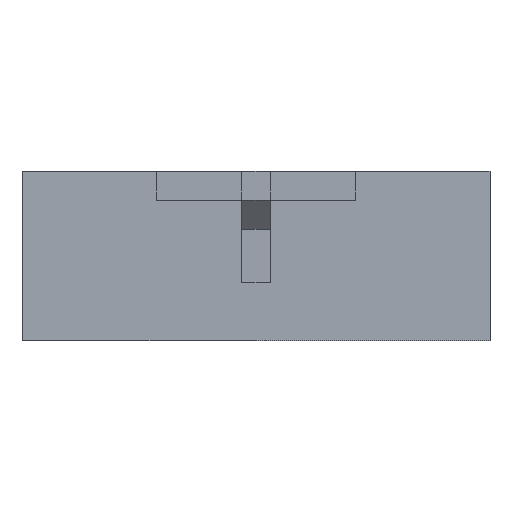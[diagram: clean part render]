
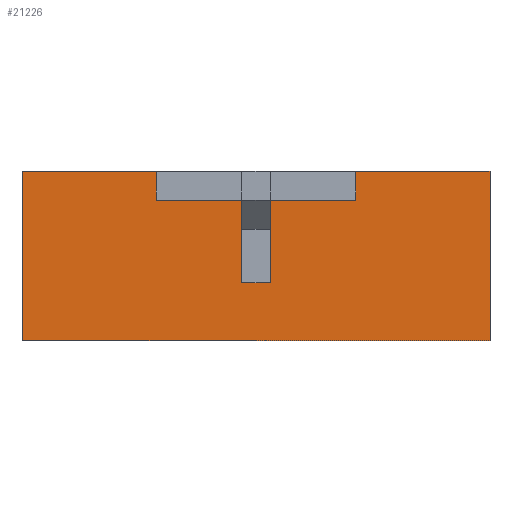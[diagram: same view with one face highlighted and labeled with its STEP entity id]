
A CAD part, left-side view. The second image highlights one B-rep face of the part: STEP entity #21226.
In plain terms, the highlighted planar face has unit normal (-1, 0, 0).
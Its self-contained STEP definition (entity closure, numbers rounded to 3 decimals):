
#2681 = VERTEX_POINT('',#2682);
#2682 = CARTESIAN_POINT('',(-22.34,-10.5,
    -3.8));
#2688 = EDGE_CURVE('',#2689,#2681,#2691,.T.);
#2689 = VERTEX_POINT('',#2690);
#2690 = CARTESIAN_POINT('',(-22.34,10.5,
    -3.8));
#2691 = LINE('',#2692,#2693);
#2692 = CARTESIAN_POINT('',(-22.34,10.5,
    -3.8));
#2693 = VECTOR('',#2694,1.);
#2694 = DIRECTION('',(0.,-1.,0.));
#21226 = ADVANCED_FACE('',(#21227),#21316,.T.);
#21227 = FACE_BOUND('',#21228,.T.);
#21228 = EDGE_LOOP('',(#21229,#21237,#21238,#21246,#21254,#21262,#21270,
    #21278,#21286,#21294,#21302,#21310));
#21229 = ORIENTED_EDGE('',*,*,#21230,.T.);
#21230 = EDGE_CURVE('',#21231,#2689,#21233,.T.);
#21231 = VERTEX_POINT('',#21232);
#21232 = CARTESIAN_POINT('',(-22.34,10.5,
    3.8));
#21233 = LINE('',#21234,#21235);
#21234 = CARTESIAN_POINT('',(-22.34,10.5,
    3.8));
#21235 = VECTOR('',#21236,1.);
#21236 = DIRECTION('',(0.,0.,-1.));
#21237 = ORIENTED_EDGE('',*,*,#2688,.T.);
#21238 = ORIENTED_EDGE('',*,*,#21239,.T.);
#21239 = EDGE_CURVE('',#2681,#21240,#21242,.T.);
#21240 = VERTEX_POINT('',#21241);
#21241 = CARTESIAN_POINT('',(-22.34,-10.5,
    3.8));
#21242 = LINE('',#21243,#21244);
#21243 = CARTESIAN_POINT('',(-22.34,-10.5,
    -3.8));
#21244 = VECTOR('',#21245,1.);
#21245 = DIRECTION('',(0.,0.,1.));
#21246 = ORIENTED_EDGE('',*,*,#21247,.T.);
#21247 = EDGE_CURVE('',#21240,#21248,#21250,.T.);
#21248 = VERTEX_POINT('',#21249);
#21249 = CARTESIAN_POINT('',(-22.34,-4.475,
    3.8));
#21250 = LINE('',#21251,#21252);
#21251 = CARTESIAN_POINT('',(-22.34,-10.5,
    3.8));
#21252 = VECTOR('',#21253,1.);
#21253 = DIRECTION('',(0.,1.,0.));
#21254 = ORIENTED_EDGE('',*,*,#21255,.T.);
#21255 = EDGE_CURVE('',#21248,#21256,#21258,.T.);
#21256 = VERTEX_POINT('',#21257);
#21257 = CARTESIAN_POINT('',(-22.34,-4.475,2.5));
#21258 = LINE('',#21259,#21260);
#21259 = CARTESIAN_POINT('',(-22.34,-4.475,
    3.8));
#21260 = VECTOR('',#21261,1.);
#21261 = DIRECTION('',(0.,0.,-1.));
#21262 = ORIENTED_EDGE('',*,*,#21263,.T.);
#21263 = EDGE_CURVE('',#21256,#21264,#21266,.T.);
#21264 = VERTEX_POINT('',#21265);
#21265 = CARTESIAN_POINT('',(-22.34,-0.65,2.5));
#21266 = LINE('',#21267,#21268);
#21267 = CARTESIAN_POINT('',(-22.34,-4.475,2.5));
#21268 = VECTOR('',#21269,1.);
#21269 = DIRECTION('',(0.,1.,0.));
#21270 = ORIENTED_EDGE('',*,*,#21271,.T.);
#21271 = EDGE_CURVE('',#21264,#21272,#21274,.T.);
#21272 = VERTEX_POINT('',#21273);
#21273 = CARTESIAN_POINT('',(-22.34,-0.65,
    -1.2));
#21274 = LINE('',#21275,#21276);
#21275 = CARTESIAN_POINT('',(-22.34,-0.65,2.5));
#21276 = VECTOR('',#21277,1.);
#21277 = DIRECTION('',(0.,0.,-1.));
#21278 = ORIENTED_EDGE('',*,*,#21279,.T.);
#21279 = EDGE_CURVE('',#21272,#21280,#21282,.T.);
#21280 = VERTEX_POINT('',#21281);
#21281 = CARTESIAN_POINT('',(-22.34,0.65,
    -1.2));
#21282 = LINE('',#21283,#21284);
#21283 = CARTESIAN_POINT('',(-22.34,-0.65,
    -1.2));
#21284 = VECTOR('',#21285,1.);
#21285 = DIRECTION('',(0.,1.,0.));
#21286 = ORIENTED_EDGE('',*,*,#21287,.T.);
#21287 = EDGE_CURVE('',#21280,#21288,#21290,.T.);
#21288 = VERTEX_POINT('',#21289);
#21289 = CARTESIAN_POINT('',(-22.34,0.65,2.5));
#21290 = LINE('',#21291,#21292);
#21291 = CARTESIAN_POINT('',(-22.34,0.65,
    -1.2));
#21292 = VECTOR('',#21293,1.);
#21293 = DIRECTION('',(0.,0.,1.));
#21294 = ORIENTED_EDGE('',*,*,#21295,.T.);
#21295 = EDGE_CURVE('',#21288,#21296,#21298,.T.);
#21296 = VERTEX_POINT('',#21297);
#21297 = CARTESIAN_POINT('',(-22.34,4.475,2.5));
#21298 = LINE('',#21299,#21300);
#21299 = CARTESIAN_POINT('',(-22.34,0.65,2.5));
#21300 = VECTOR('',#21301,1.);
#21301 = DIRECTION('',(0.,1.,0.));
#21302 = ORIENTED_EDGE('',*,*,#21303,.T.);
#21303 = EDGE_CURVE('',#21296,#21304,#21306,.T.);
#21304 = VERTEX_POINT('',#21305);
#21305 = CARTESIAN_POINT('',(-22.34,4.475,
    3.8));
#21306 = LINE('',#21307,#21308);
#21307 = CARTESIAN_POINT('',(-22.34,4.475,2.5));
#21308 = VECTOR('',#21309,1.);
#21309 = DIRECTION('',(0.,0.,1.));
#21310 = ORIENTED_EDGE('',*,*,#21311,.T.);
#21311 = EDGE_CURVE('',#21304,#21231,#21312,.T.);
#21312 = LINE('',#21313,#21314);
#21313 = CARTESIAN_POINT('',(-22.34,4.475,
    3.8));
#21314 = VECTOR('',#21315,1.);
#21315 = DIRECTION('',(0.,1.,0.));
#21316 = PLANE('',#21317);
#21317 = AXIS2_PLACEMENT_3D('',#21318,#21319,#21320);
#21318 = CARTESIAN_POINT('',(-22.34,0.,-0.051));
#21319 = DIRECTION('',(-1.,-0.,-0.));
#21320 = DIRECTION('',(0.,0.,-1.));
